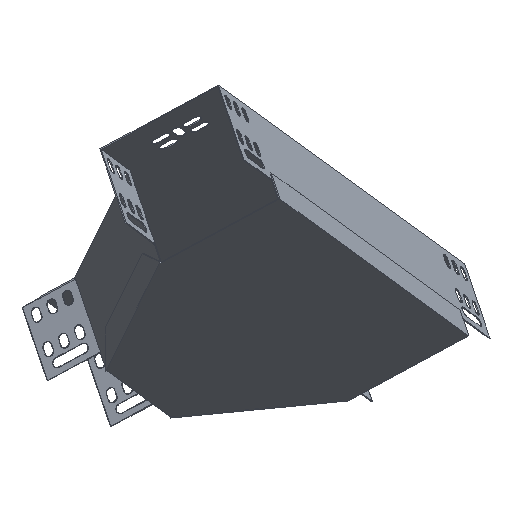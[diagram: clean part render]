
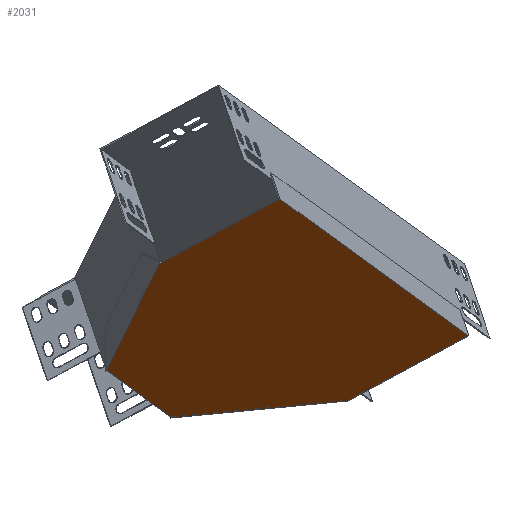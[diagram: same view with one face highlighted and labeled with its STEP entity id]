
A CAD part, front view. The second image highlights one B-rep face of the part: STEP entity #2031.
In plain terms, the highlighted planar face has unit normal (0.283, -0.485, -0.827).
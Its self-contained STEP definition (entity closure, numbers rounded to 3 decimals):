
#65 = DIRECTION ( 'NONE',  ( -0.455, -0.827, 0.33 ) ) ;
#174 = CARTESIAN_POINT ( 'NONE',  ( 114.641, 241.363, -95.992 ) ) ;
#862 = DIRECTION ( 'NONE',  ( 0.276, -0.785, 0.555 ) ) ;
#888 = VERTEX_POINT ( 'NONE', #9347 ) ;
#896 = CARTESIAN_POINT ( 'NONE',  ( -15.45, 187.395, -108.804 ) ) ;
#1726 = DIRECTION ( 'NONE',  ( 0.276, -0.785, 0.555 ) ) ;
#2031 = ADVANCED_FACE ( 'NONE', ( #7514 ), #4062, .F. ) ;
#2504 = CARTESIAN_POINT ( 'NONE',  ( 63.657, -36.212, 49.459 ) ) ;
#2532 = CARTESIAN_POINT ( 'NONE',  ( -80.767, 159.486, -114.761 ) ) ;
#2563 = CARTESIAN_POINT ( 'NONE',  ( 63.143, -37.148, 49.832 ) ) ;
#2594 = DIRECTION ( 'NONE',  ( 0.455, 0.827, -0.33 ) ) ;
#2616 = EDGE_CURVE ( 'NONE', #9295, #6951, #4685, .T. ) ;
#2625 = EDGE_CURVE ( 'NONE', #9295, #5240, #4611, .T. ) ;
#2626 = EDGE_CURVE ( 'NONE', #5240, #7029, #4623, .T. ) ;
#2628 = EDGE_CURVE ( 'NONE', #4000, #8243, #4589, .T. ) ;
#2636 = EDGE_CURVE ( 'NONE', #7765, #6751, #4578, .T. ) ;
#2638 = EDGE_CURVE ( 'NONE', #888, #7765, #4552, .T. ) ;
#2640 = EDGE_CURVE ( 'NONE', #888, #4592, #4527, .T. ) ;
#2650 = EDGE_CURVE ( 'NONE', #6951, #4592, #4487, .T. ) ;
#2675 = EDGE_CURVE ( 'NONE', #4000, #7029, #4410, .T. ) ;
#2688 = CARTESIAN_POINT ( 'NONE',  ( -15.284, 186.924, -108.471 ) ) ;
#2692 = EDGE_CURVE ( 'NONE', #6751, #8243, #4276, .T. ) ;
#3089 = EDGE_LOOP ( 'NONE', ( #5943, #6007, #6053, #6091, #6199, #6207, #6330, #6357, #6519, #6669 ) ) ;
#3254 = CARTESIAN_POINT ( 'NONE',  ( -62.72, 103.886, -75.964 ) ) ;
#3330 = DIRECTION ( 'NONE',  ( 0.455, 0.827, -0.33 ) ) ;
#4000 = VERTEX_POINT ( 'NONE', #2504 ) ;
#4061 = DIRECTION ( 'NONE',  ( 0.919, 0.385, 0.088 ) ) ;
#4062 = PLANE ( 'NONE',  #10110 ) ;
#4276 = LINE ( 'NONE', #174, #4326 ) ;
#4313 = VECTOR ( 'NONE', #5797, 1000. ) ;
#4326 = VECTOR ( 'NONE', #5829, 1000. ) ;
#4410 = LINE ( 'NONE', #7214, #4313 ) ;
#4461 = VECTOR ( 'NONE', #2594, 1000. ) ;
#4487 = LINE ( 'NONE', #7187, #4461 ) ;
#4509 = VECTOR ( 'NONE', #1726, 1000. ) ;
#4516 = VECTOR ( 'NONE', #5764, 1000. ) ;
#4527 = LINE ( 'NONE', #896, #4509 ) ;
#4543 = VECTOR ( 'NONE', #9489, 1000. ) ;
#4552 = LINE ( 'NONE', #4926, #4516 ) ;
#4568 = VECTOR ( 'NONE', #3330, 1000. ) ;
#4578 = LINE ( 'NONE', #8724, #4543 ) ;
#4589 = LINE ( 'NONE', #2563, #4568 ) ;
#4592 = VERTEX_POINT ( 'NONE', #2688 ) ;
#4604 = VECTOR ( 'NONE', #862, 1000. ) ;
#4611 = LINE ( 'NONE', #3254, #4604 ) ;
#4623 = LINE ( 'NONE', #6446, #4663 ) ;
#4658 = VECTOR ( 'NONE', #9457, 1000. ) ;
#4663 = VECTOR ( 'NONE', #4061, 1000. ) ;
#4685 = LINE ( 'NONE', #8686, #4658 ) ;
#4886 = DIRECTION ( 'NONE',  ( -0.283, 0.485, 0.827 ) ) ;
#4893 = CARTESIAN_POINT ( 'NONE',  ( -61.122, 103.537, -75.212 ) ) ;
#4926 = CARTESIAN_POINT ( 'NONE',  ( -16.71, 187.587, -109.348 ) ) ;
#5240 = VERTEX_POINT ( 'NONE', #8718 ) ;
#5699 = CARTESIAN_POINT ( 'NONE',  ( 114.641, 241.363, -95.992 ) ) ;
#5764 = DIRECTION ( 'NONE',  ( 0.919, 0.385, 0.088 ) ) ;
#5797 = DIRECTION ( 'NONE',  ( -0.845, 0.283, -0.455 ) ) ;
#5829 = DIRECTION ( 'NONE',  ( 0.845, -0.283, 0.455 ) ) ;
#5943 = ORIENTED_EDGE ( 'NONE', *, *, #2650, .T. ) ;
#6007 = ORIENTED_EDGE ( 'NONE', *, *, #2640, .F. ) ;
#6053 = ORIENTED_EDGE ( 'NONE', *, *, #2638, .T. ) ;
#6091 = ORIENTED_EDGE ( 'NONE', *, *, #2636, .T. ) ;
#6199 = ORIENTED_EDGE ( 'NONE', *, *, #2692, .T. ) ;
#6207 = ORIENTED_EDGE ( 'NONE', *, *, #2628, .F. ) ;
#6330 = ORIENTED_EDGE ( 'NONE', *, *, #2675, .T. ) ;
#6357 = ORIENTED_EDGE ( 'NONE', *, *, #2626, .F. ) ;
#6446 = CARTESIAN_POINT ( 'NONE',  ( -22.697, -7.705, 3.204 ) ) ;
#6519 = ORIENTED_EDGE ( 'NONE', *, *, #2625, .F. ) ;
#6669 = ORIENTED_EDGE ( 'NONE', *, *, #2616, .T. ) ;
#6751 = VERTEX_POINT ( 'NONE', #5699 ) ;
#6951 = VERTEX_POINT ( 'NONE', #4893 ) ;
#7029 = VERTEX_POINT ( 'NONE', #8729 ) ;
#7187 = CARTESIAN_POINT ( 'NONE',  ( -61.122, 103.537, -75.212 ) ) ;
#7214 = CARTESIAN_POINT ( 'NONE',  ( 62.981, -35.986, 49.095 ) ) ;
#7514 = FACE_OUTER_BOUND ( 'NONE', #3089, .T. ) ;
#7765 = VERTEX_POINT ( 'NONE', #8814 ) ;
#8243 = VERTEX_POINT ( 'NONE', #9638 ) ;
#8256 = CARTESIAN_POINT ( 'NONE',  ( -62.409, 102.998, -75.336 ) ) ;
#8686 = CARTESIAN_POINT ( 'NONE',  ( -61.674, 103.306, -75.265 ) ) ;
#8718 = CARTESIAN_POINT ( 'NONE',  ( -23.432, -8.013, 3.133 ) ) ;
#8724 = CARTESIAN_POINT ( 'NONE',  ( 114.476, 241.834, -96.325 ) ) ;
#8729 = CARTESIAN_POINT ( 'NONE',  ( -22.145, -7.474, 3.257 ) ) ;
#8814 = CARTESIAN_POINT ( 'NONE',  ( 114.255, 242.462, -96.769 ) ) ;
#9295 = VERTEX_POINT ( 'NONE', #8256 ) ;
#9347 = CARTESIAN_POINT ( 'NONE',  ( -15.67, 188.023, -109.248 ) ) ;
#9457 = DIRECTION ( 'NONE',  ( 0.919, 0.385, 0.088 ) ) ;
#9489 = DIRECTION ( 'NONE',  ( 0.276, -0.785, 0.555 ) ) ;
#9638 = CARTESIAN_POINT ( 'NONE',  ( 200.444, 212.625, -49.79 ) ) ;
#10110 = AXIS2_PLACEMENT_3D ( 'NONE', #2532, #4886, #65 ) ;
